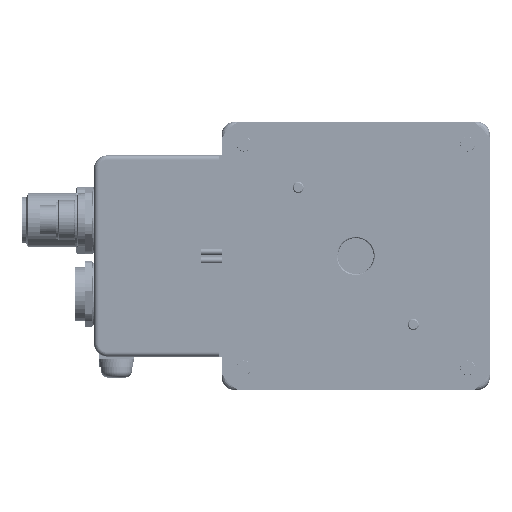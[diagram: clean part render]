
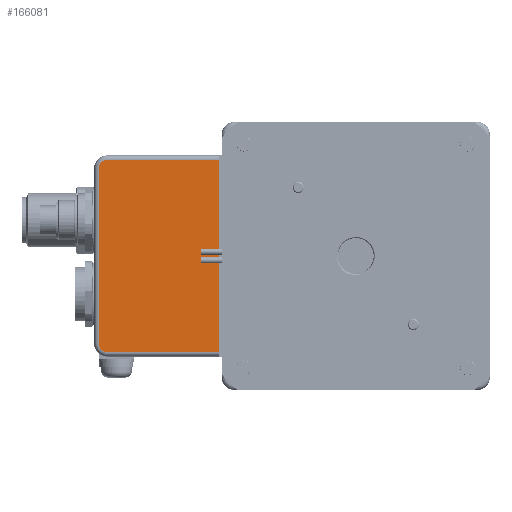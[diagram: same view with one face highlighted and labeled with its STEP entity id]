
A CAD part, left-side view. The second image highlights one B-rep face of the part: STEP entity #166081.
In plain terms, the highlighted planar face has unit normal (-1, 0, 0).
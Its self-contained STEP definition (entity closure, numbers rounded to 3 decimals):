
#621 = DIRECTION ( 'NONE',  ( -1., 0., 0. ) ) ;
#1182 = EDGE_CURVE ( 'NONE', #5942, #84056, #12293, .T. ) ;
#2118 = VECTOR ( 'NONE', #141482, 1000. ) ;
#5942 = VERTEX_POINT ( 'NONE', #103077 ) ;
#6391 = CIRCLE ( 'NONE', #174256, 2. ) ;
#9178 = VERTEX_POINT ( 'NONE', #41547 ) ;
#12293 = LINE ( 'NONE', #32784, #42316 ) ;
#13300 = ORIENTED_EDGE ( 'NONE', *, *, #1182, .T. ) ;
#20950 = DIRECTION ( 'NONE',  ( 0., 0., -1. ) ) ;
#22922 = DIRECTION ( 'NONE',  ( 0., 0., -1. ) ) ;
#22958 = CARTESIAN_POINT ( 'NONE',  ( -47., 85.5, -51.5 ) ) ;
#32784 = CARTESIAN_POINT ( 'NONE',  ( -47., 85.5, -8.5 ) ) ;
#41547 = CARTESIAN_POINT ( 'NONE',  ( -47., 87.5, -49.5 ) ) ;
#42316 = VECTOR ( 'NONE', #45348, 1000. ) ;
#45348 = DIRECTION ( 'NONE',  ( 0., 1., 0. ) ) ;
#47367 = CARTESIAN_POINT ( 'NONE',  ( -47., 87.5, -10.5 ) ) ;
#48938 = LINE ( 'NONE', #78568, #166657 ) ;
#50566 = EDGE_CURVE ( 'NONE', #90449, #9178, #82529, .T. ) ;
#55706 = EDGE_CURVE ( 'NONE', #84056, #90449, #168688, .T. ) ;
#74947 = AXIS2_PLACEMENT_3D ( 'NONE', #132385, #116884, #22922 ) ;
#78568 = CARTESIAN_POINT ( 'NONE',  ( -47., 0., -51.5 ) ) ;
#79904 = DIRECTION ( 'NONE',  ( -1., 0., 0. ) ) ;
#82529 = LINE ( 'NONE', #102824, #159575 ) ;
#84056 = VERTEX_POINT ( 'NONE', #133395 ) ;
#85419 = AXIS2_PLACEMENT_3D ( 'NONE', #165600, #621, #96222 ) ;
#90449 = VERTEX_POINT ( 'NONE', #47367 ) ;
#96222 = DIRECTION ( 'NONE',  ( 0., 0., -1. ) ) ;
#98401 = CARTESIAN_POINT ( 'NONE',  ( -47., 85.5, -49.5 ) ) ;
#100904 = EDGE_CURVE ( 'NONE', #9178, #153970, #6391, .T. ) ;
#102824 = CARTESIAN_POINT ( 'NONE',  ( -47., 87.5, 0. ) ) ;
#103077 = CARTESIAN_POINT ( 'NONE',  ( -47., 60.5, -8.5 ) ) ;
#106913 = FACE_OUTER_BOUND ( 'NONE', #170434, .T. ) ;
#107348 = DIRECTION ( 'NONE',  ( 0., 0., -1. ) ) ;
#112933 = ORIENTED_EDGE ( 'NONE', *, *, #50566, .T. ) ;
#116884 = DIRECTION ( 'NONE',  ( 1., 0., 0. ) ) ;
#118371 = CARTESIAN_POINT ( 'NONE',  ( -47., 60.5, -51.5 ) ) ;
#121226 = VERTEX_POINT ( 'NONE', #118371 ) ;
#121795 = ORIENTED_EDGE ( 'NONE', *, *, #175204, .F. ) ;
#123531 = ORIENTED_EDGE ( 'NONE', *, *, #55706, .T. ) ;
#132385 = CARTESIAN_POINT ( 'NONE',  ( -47., 0., 0. ) ) ;
#133395 = CARTESIAN_POINT ( 'NONE',  ( -47., 85.5, -8.5 ) ) ;
#133534 = DIRECTION ( 'NONE',  ( 0., -1., 0. ) ) ;
#134702 = LINE ( 'NONE', #140907, #2118 ) ;
#140907 = CARTESIAN_POINT ( 'NONE',  ( -47., 60.5, 0. ) ) ;
#141482 = DIRECTION ( 'NONE',  ( 0., 0., -1. ) ) ;
#148921 = ORIENTED_EDGE ( 'NONE', *, *, #154051, .T. ) ;
#153970 = VERTEX_POINT ( 'NONE', #22958 ) ;
#154051 = EDGE_CURVE ( 'NONE', #153970, #121226, #48938, .T. ) ;
#159575 = VECTOR ( 'NONE', #20950, 1000. ) ;
#165600 = CARTESIAN_POINT ( 'NONE',  ( -47., 85.5, -10.5 ) ) ;
#166081 = ADVANCED_FACE ( 'NONE', ( #106913 ), #173033, .F. ) ;
#166657 = VECTOR ( 'NONE', #133534, 1000. ) ;
#168688 = CIRCLE ( 'NONE', #85419, 2. ) ;
#170434 = EDGE_LOOP ( 'NONE', ( #121795, #13300, #123531, #112933, #177023, #148921 ) ) ;
#173033 = PLANE ( 'NONE',  #74947 ) ;
#174256 = AXIS2_PLACEMENT_3D ( 'NONE', #98401, #79904, #107348 ) ;
#175204 = EDGE_CURVE ( 'NONE', #5942, #121226, #134702, .T. ) ;
#177023 = ORIENTED_EDGE ( 'NONE', *, *, #100904, .T. ) ;
